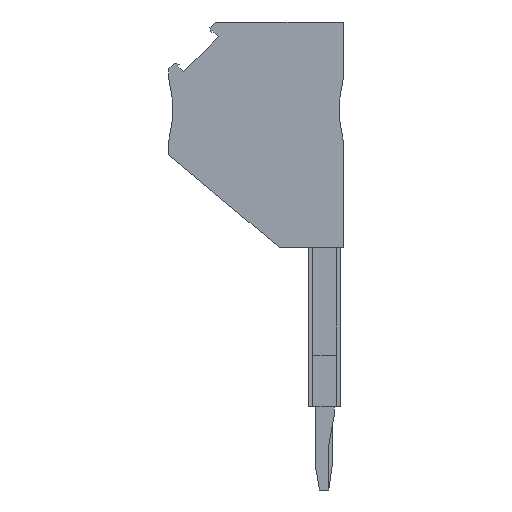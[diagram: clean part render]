
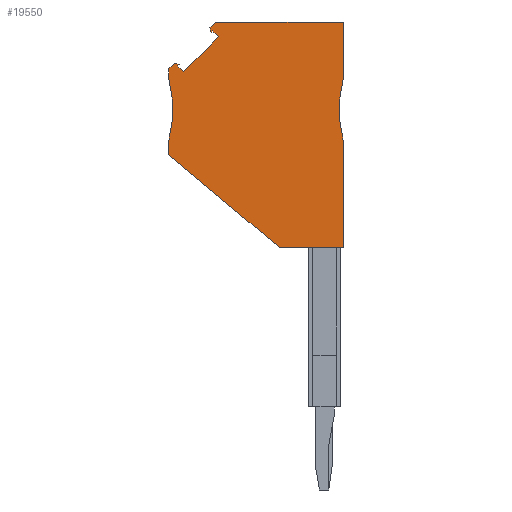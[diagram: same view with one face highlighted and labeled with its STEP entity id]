
A CAD part, left-side view. The second image highlights one B-rep face of the part: STEP entity #19550.
In plain terms, the highlighted face is planar.
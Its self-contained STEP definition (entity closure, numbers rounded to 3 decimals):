
#8030=CARTESIAN_POINT('',(-5.971,29.,47.97));
#8040=DIRECTION('',(-1.,0.,0.));
#8050=VECTOR('',#8040,1.);
#8060=LINE('',#8030,#8050);
#8070=CARTESIAN_POINT('',(-0.607,29.,47.97));
#8080=VERTEX_POINT('',#8070);
#8090=CARTESIAN_POINT('',(-8.807,29.,47.97));
#8100=VERTEX_POINT('',#8090);
#8110=EDGE_CURVE('',#8080,#8100,#8060,.T.);
#8530=CARTESIAN_POINT('',(13.493,-19.119,47.97));
#8540=DIRECTION('',(0.,-1.,0.));
#8550=VECTOR('',#8540,1.);
#8560=LINE('',#8530,#8550);
#8570=CARTESIAN_POINT('',(13.493,42.569,47.97));
#8580=VERTEX_POINT('',#8570);
#8590=CARTESIAN_POINT('',(13.493,40.831,47.97));
#8600=VERTEX_POINT('',#8590);
#8610=EDGE_CURVE('',#8580,#8600,#8560,.T.);
#8910=CARTESIAN_POINT('',(13.493,-19.119,47.97));
#8920=DIRECTION('',(0.,-1.,0.));
#8930=VECTOR('',#8920,1.);
#8940=LINE('',#8910,#8930);
#8950=CARTESIAN_POINT('',(13.493,51.8,47.97));
#8960=VERTEX_POINT('',#8950);
#8970=CARTESIAN_POINT('',(13.493,50.631,47.97));
#8980=VERTEX_POINT('',#8970);
#8990=EDGE_CURVE('',#8960,#8980,#8940,.T.);
#9990=CARTESIAN_POINT('',(-5.971,57.8,47.97));
#10000=DIRECTION('',(1.,0.,0.));
#10010=VECTOR('',#10000,1.);
#10020=LINE('',#9990,#10010);
#10030=CARTESIAN_POINT('',(-8.807,57.8,47.97));
#10040=VERTEX_POINT('',#10030);
#10050=CARTESIAN_POINT('',(7.493,57.8,47.97));
#10060=VERTEX_POINT('',#10050);
#10070=EDGE_CURVE('',#10040,#10060,#10020,.T.);
#17950=CARTESIAN_POINT('',(-24.807,46.6,47.97));
#17960=DIRECTION('',(0.,0.,-1.));
#17970=DIRECTION('',(-1.,0.,0.));
#17980=AXIS2_PLACEMENT_3D('',#17950,#17960,#17970);
#17990=CIRCLE('',#17980,16.5);
#18000=CARTESIAN_POINT('',(-8.807,50.631,47.97));
#18010=VERTEX_POINT('',#18000);
#18020=CARTESIAN_POINT('',(-8.807,42.569,47.97));
#18030=VERTEX_POINT('',#18020);
#18040=EDGE_CURVE('',#18010,#18030,#17990,.T.);
#18340=CARTESIAN_POINT('',(-8.807,-19.119,47.97));
#18350=DIRECTION('',(0.,1.,0.));
#18360=VECTOR('',#18350,1.);
#18370=LINE('',#18340,#18360);
#18380=EDGE_CURVE('',#8100,#18030,#18370,.T.);
#18530=CARTESIAN_POINT('',(6.365,35.503,47.97));
#18540=DIRECTION('',(0.,0.,-1.));
#18550=DIRECTION('',(-1.,0.,0.));
#18560=AXIS2_PLACEMENT_3D('',#18530,#18540,#18550);
#18570=PLANE('',#18560);
#18580=CARTESIAN_POINT('',(84.412,-19.119,47.97));
#18590=DIRECTION('',(0.707,-0.707,0.));
#18600=VECTOR('',#18590,1.);
#18610=LINE('',#18580,#18600);
#18620=CARTESIAN_POINT('',(12.753,52.54,47.97));
#18630=VERTEX_POINT('',#18620);
#18640=EDGE_CURVE('',#18630,#8960,#18610,.T.);
#18650=ORIENTED_EDGE('',*,*,#18640,.T.);
#18660=CARTESIAN_POINT('',(-5.971,47.523,47.97));
#18670=DIRECTION('',(0.966,0.259,0.));
#18680=VECTOR('',#18670,1.);
#18690=LINE('',#18660,#18680);
#18700=CARTESIAN_POINT('',(12.162,52.382,47.97));
#18710=VERTEX_POINT('',#18700);
#18720=EDGE_CURVE('',#18710,#18630,#18690,.T.);
#18730=ORIENTED_EDGE('',*,*,#18720,.T.);
#18740=CARTESIAN_POINT('',(83.662,-19.119,47.97));
#18750=DIRECTION('',(-0.707,0.707,0.));
#18760=VECTOR('',#18750,1.);
#18770=LINE('',#18740,#18760);
#18780=CARTESIAN_POINT('',(12.354,52.189,47.97));
#18790=VERTEX_POINT('',#18780);
#18800=EDGE_CURVE('',#18790,#18710,#18770,.T.);
#18810=ORIENTED_EDGE('',*,*,#18800,.T.);
#18820=CARTESIAN_POINT('',(-58.954,-19.119,47.97));
#18830=DIRECTION('',(0.707,0.707,0.));
#18840=VECTOR('',#18830,1.);
#18850=LINE('',#18820,#18840);
#18860=CARTESIAN_POINT('',(11.598,51.432,47.97));
#18870=VERTEX_POINT('',#18860);
#18880=EDGE_CURVE('',#18870,#18790,#18850,.T.);
#18890=ORIENTED_EDGE('',*,*,#18880,.T.);
#18900=CARTESIAN_POINT('',(82.149,-19.119,47.97));
#18910=DIRECTION('',(0.707,-0.707,0.));
#18920=VECTOR('',#18910,1.);
#18930=LINE('',#18900,#18920);
#18940=CARTESIAN_POINT('',(7.125,55.905,47.97));
#18950=VERTEX_POINT('',#18940);
#18960=EDGE_CURVE('',#18950,#18870,#18930,.T.);
#18970=ORIENTED_EDGE('',*,*,#18960,.T.);
#18980=CARTESIAN_POINT('',(-67.899,-19.119,47.97));
#18990=DIRECTION('',(-0.707,-0.707,0.));
#19000=VECTOR('',#18990,1.);
#19010=LINE('',#18980,#19000);
#19020=CARTESIAN_POINT('',(7.882,56.661,47.97));
#19030=VERTEX_POINT('',#19020);
#19040=EDGE_CURVE('',#19030,#18950,#19010,.T.);
#19050=ORIENTED_EDGE('',*,*,#19040,.T.);
#19060=CARTESIAN_POINT('',(83.662,-19.119,47.97));
#19070=DIRECTION('',(-0.707,0.707,0.));
#19080=VECTOR('',#19070,1.);
#19090=LINE('',#19060,#19080);
#19100=CARTESIAN_POINT('',(8.074,56.469,47.97));
#19110=VERTEX_POINT('',#19100);
#19120=EDGE_CURVE('',#19110,#19030,#19090,.T.);
#19130=ORIENTED_EDGE('',*,*,#19120,.T.);
#19140=CARTESIAN_POINT('',(-12.179,-19.119,47.97));
#19150=DIRECTION('',(-0.259,-0.966,0.));
#19160=VECTOR('',#19150,1.);
#19170=LINE('',#19140,#19160);
#19180=CARTESIAN_POINT('',(8.233,57.06,47.97));
#19190=VERTEX_POINT('',#19180);
#19200=EDGE_CURVE('',#19190,#19110,#19170,.T.);
#19210=ORIENTED_EDGE('',*,*,#19200,.T.);
#19220=CARTESIAN_POINT('',(84.412,-19.119,47.97));
#19230=DIRECTION('',(0.707,-0.707,0.));
#19240=VECTOR('',#19230,1.);
#19250=LINE('',#19220,#19240);
#19260=EDGE_CURVE('',#10060,#19190,#19250,.T.);
#19270=ORIENTED_EDGE('',*,*,#19260,.T.);
#19280=ORIENTED_EDGE('',*,*,#10070,.T.);
#19290=CARTESIAN_POINT('',(-8.807,-19.119,47.97));
#19300=DIRECTION('',(0.,1.,0.));
#19310=VECTOR('',#19300,1.);
#19320=LINE('',#19290,#19310);
#19330=EDGE_CURVE('',#18010,#10040,#19320,.T.);
#19340=ORIENTED_EDGE('',*,*,#19330,.T.);
#19350=ORIENTED_EDGE('',*,*,#18040,.F.);
#19360=ORIENTED_EDGE('',*,*,#18380,.T.);
#19370=ORIENTED_EDGE('',*,*,#8110,.T.);
#19380=CARTESIAN_POINT('',(-5.971,24.499,47.97));
#19390=DIRECTION('',(-0.766,-0.643,0.));
#19400=VECTOR('',#19390,1.);
#19410=LINE('',#19380,#19400);
#19420=EDGE_CURVE('',#8600,#8080,#19410,.T.);
#19430=ORIENTED_EDGE('',*,*,#19420,.T.);
#19440=ORIENTED_EDGE('',*,*,#8610,.T.);
#19450=CARTESIAN_POINT('',(29.493,46.6,47.97));
#19460=DIRECTION('',(0.,0.,1.));
#19470=DIRECTION('',(1.,0.,0.));
#19480=AXIS2_PLACEMENT_3D('',#19450,#19460,#19470);
#19490=CIRCLE('',#19480,16.5);
#19500=EDGE_CURVE('',#8980,#8580,#19490,.T.);
#19510=ORIENTED_EDGE('',*,*,#19500,.T.);
#19520=ORIENTED_EDGE('',*,*,#8990,.T.);
#19530=EDGE_LOOP('',(#19520,#19510,#19440,#19430,#19370,#19360,#19350,
#19340,#19280,#19270,#19210,#19130,#19050,#18970,#18890,#18810,#18730,
#18650));
#19540=FACE_OUTER_BOUND('',#19530,.T.);
#19550=ADVANCED_FACE('',(#19540),#18570,.T.);
